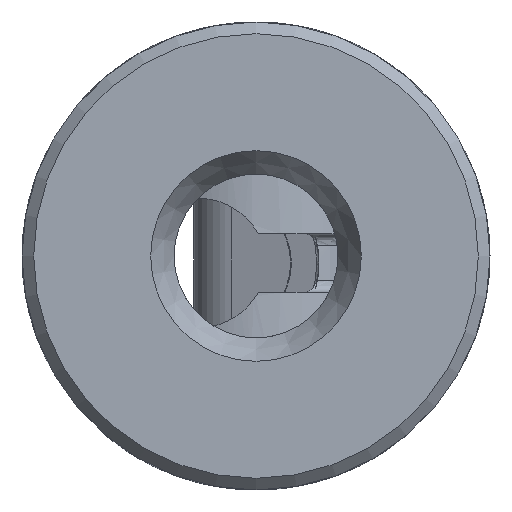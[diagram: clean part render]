
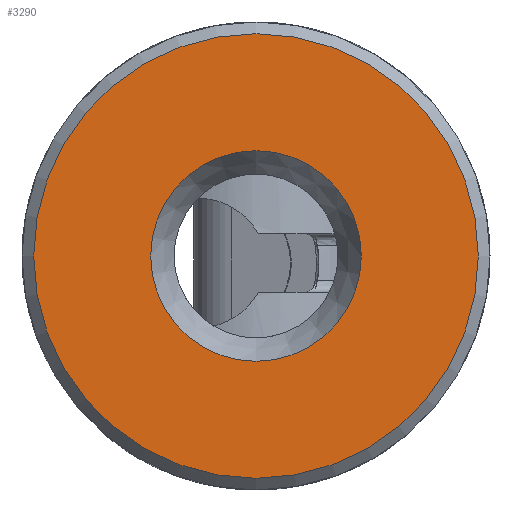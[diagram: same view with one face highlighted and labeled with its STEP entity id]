
A CAD part, left-side view. The second image highlights one B-rep face of the part: STEP entity #3290.
In plain terms, the highlighted planar face has unit normal (-1, 0, 0).
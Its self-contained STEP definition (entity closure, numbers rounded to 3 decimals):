
#31 = DIRECTION ( 'NONE',  ( 1., 0., 0. ) ) ;
#72 = AXIS2_PLACEMENT_3D ( 'NONE', #2560, #2144, #1403 ) ;
#280 = CIRCLE ( 'NONE', #4853, 4.5 ) ;
#326 = VERTEX_POINT ( 'NONE', #1808 ) ;
#411 = ORIENTED_EDGE ( 'NONE', *, *, #493, .F. ) ;
#469 = AXIS2_PLACEMENT_3D ( 'NONE', #2589, #4613, #2605 ) ;
#493 = EDGE_CURVE ( 'NONE', #2679, #2679, #2556, .T. ) ;
#558 = PLANE ( 'NONE',  #72 ) ;
#1403 = DIRECTION ( 'NONE',  ( 0., 0., 1. ) ) ;
#1533 = FACE_BOUND ( 'NONE', #4748, .T. ) ;
#1808 = CARTESIAN_POINT ( 'NONE',  ( -80., 0., -4.5 ) ) ;
#2144 = DIRECTION ( 'NONE',  ( -1., 0., 0. ) ) ;
#2556 = CIRCLE ( 'NONE', #469, 9.5 ) ;
#2560 = CARTESIAN_POINT ( 'NONE',  ( -80., 4.5, 0. ) ) ;
#2589 = CARTESIAN_POINT ( 'NONE',  ( -80., 0., 0. ) ) ;
#2605 = DIRECTION ( 'NONE',  ( 0., 0., -1. ) ) ;
#2679 = VERTEX_POINT ( 'NONE', #4436 ) ;
#2846 = ORIENTED_EDGE ( 'NONE', *, *, #4517, .T. ) ;
#3290 = ADVANCED_FACE ( 'NONE', ( #1533, #4588 ), #558, .T. ) ;
#3613 = DIRECTION ( 'NONE',  ( 0., 0., -1. ) ) ;
#3867 = EDGE_LOOP ( 'NONE', ( #411 ) ) ;
#4354 = CARTESIAN_POINT ( 'NONE',  ( -80., 0., 0. ) ) ;
#4436 = CARTESIAN_POINT ( 'NONE',  ( -80., 0., -9.5 ) ) ;
#4517 = EDGE_CURVE ( 'NONE', #326, #326, #280, .T. ) ;
#4588 = FACE_OUTER_BOUND ( 'NONE', #3867, .T. ) ;
#4613 = DIRECTION ( 'NONE',  ( 1., 0., 0. ) ) ;
#4748 = EDGE_LOOP ( 'NONE', ( #2846 ) ) ;
#4853 = AXIS2_PLACEMENT_3D ( 'NONE', #4354, #31, #3613 ) ;
